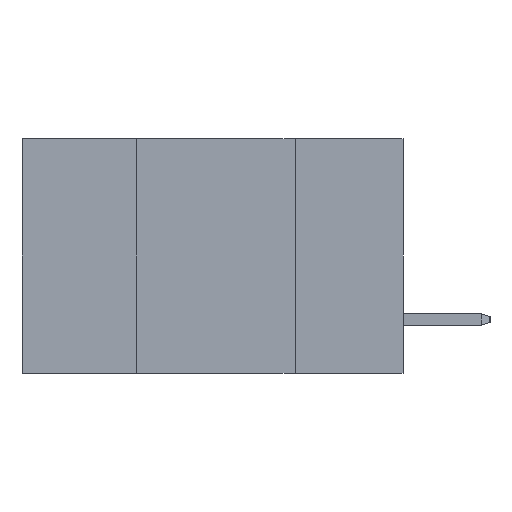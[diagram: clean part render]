
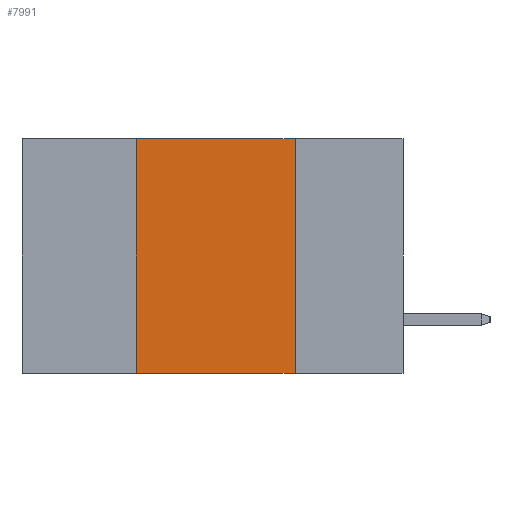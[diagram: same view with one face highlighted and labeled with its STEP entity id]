
A CAD part, left-side view. The second image highlights one B-rep face of the part: STEP entity #7991.
In plain terms, the highlighted planar face has unit normal (-1, 0, 0).
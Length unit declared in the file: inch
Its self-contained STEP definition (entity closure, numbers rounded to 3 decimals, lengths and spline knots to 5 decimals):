
#403 = CARTESIAN_POINT ( 'NONE',  ( 0., 0.17, -0.37 ) ) ;
#476 = EDGE_CURVE ( 'NONE', #5773, #9226, #3456, .T. ) ;
#584 = EDGE_CURVE ( 'NONE', #9226, #6058, #10661, .T. ) ;
#843 = VECTOR ( 'NONE', #7769, 39.37008 ) ;
#903 = CARTESIAN_POINT ( 'NONE',  ( 0., 0.6, 0. ) ) ;
#1212 = VECTOR ( 'NONE', #6756, 39.37008 ) ;
#1860 = CARTESIAN_POINT ( 'NONE',  ( 0., 0.6, 0. ) ) ;
#2078 = CARTESIAN_POINT ( 'NONE',  ( 0., 0.17, 0. ) ) ;
#2095 = DIRECTION ( 'NONE',  ( 1., 0., 0. ) ) ;
#2741 = VECTOR ( 'NONE', #7129, 39.37008 ) ;
#2941 = AXIS2_PLACEMENT_3D ( 'NONE', #903, #2095, #5935 ) ;
#3175 = DIRECTION ( 'NONE',  ( 0., 0., 1. ) ) ;
#3456 = LINE ( 'NONE', #5163, #10255 ) ;
#4338 = LINE ( 'NONE', #11157, #2741 ) ;
#4797 = FACE_OUTER_BOUND ( 'NONE', #11583, .T. ) ;
#4890 = LINE ( 'NONE', #8622, #1212 ) ;
#5163 = CARTESIAN_POINT ( 'NONE',  ( 0., 0.42, 0. ) ) ;
#5773 = VERTEX_POINT ( 'NONE', #9277 ) ;
#5935 = DIRECTION ( 'NONE',  ( 0., 0., -1. ) ) ;
#6058 = VERTEX_POINT ( 'NONE', #2078 ) ;
#6123 = VERTEX_POINT ( 'NONE', #403 ) ;
#6756 = DIRECTION ( 'NONE',  ( 0., -1., 0. ) ) ;
#7129 = DIRECTION ( 'NONE',  ( 0., 0., -1. ) ) ;
#7769 = DIRECTION ( 'NONE',  ( 0., -1., 0. ) ) ;
#7991 = ADVANCED_FACE ( 'NONE', ( #4797 ), #9942, .F. ) ;
#8119 = ORIENTED_EDGE ( 'NONE', *, *, #476, .F. ) ;
#8622 = CARTESIAN_POINT ( 'NONE',  ( 0., 0.6, -0.37 ) ) ;
#8663 = EDGE_CURVE ( 'NONE', #6058, #6123, #4338, .T. ) ;
#9226 = VERTEX_POINT ( 'NONE', #11379 ) ;
#9277 = CARTESIAN_POINT ( 'NONE',  ( 0., 0.42, -0.37 ) ) ;
#9328 = ORIENTED_EDGE ( 'NONE', *, *, #584, .F. ) ;
#9942 = PLANE ( 'NONE',  #2941 ) ;
#10255 = VECTOR ( 'NONE', #3175, 39.37008 ) ;
#10661 = LINE ( 'NONE', #1860, #843 ) ;
#10704 = ORIENTED_EDGE ( 'NONE', *, *, #8663, .F. ) ;
#11157 = CARTESIAN_POINT ( 'NONE',  ( 0., 0.17, 0. ) ) ;
#11379 = CARTESIAN_POINT ( 'NONE',  ( 0., 0.42, 0. ) ) ;
#11583 = EDGE_LOOP ( 'NONE', ( #10704, #9328, #8119, #11817 ) ) ;
#11817 = ORIENTED_EDGE ( 'NONE', *, *, #12463, .T. ) ;
#12463 = EDGE_CURVE ( 'NONE', #5773, #6123, #4890, .T. ) ;
